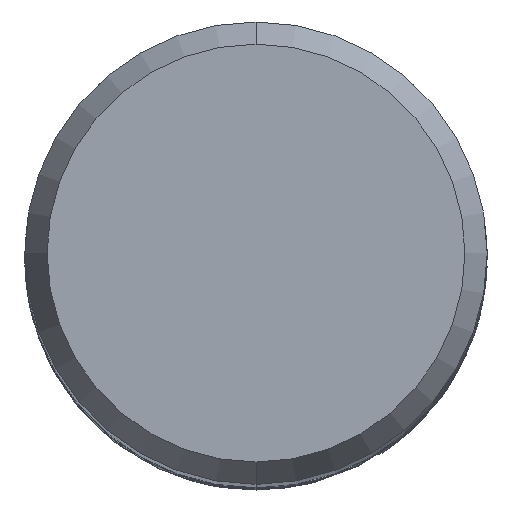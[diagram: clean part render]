
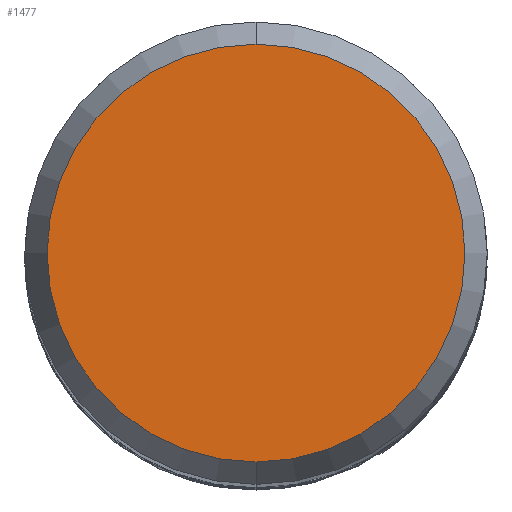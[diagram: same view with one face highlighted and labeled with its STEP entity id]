
A CAD part, top view. The second image highlights one B-rep face of the part: STEP entity #1477.
In plain terms, the highlighted planar face has unit normal (0, 0, 1).
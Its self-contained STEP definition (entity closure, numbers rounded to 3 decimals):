
#653=EDGE_CURVE('',#1301,#1021,#1687,.T.);
#861=EDGE_CURVE('',#1021,#1301,#1904,.T.);
#1021=VERTEX_POINT('',#2083);
#1301=VERTEX_POINT('',#2393);
#1477=ADVANCED_FACE('',(#2586),#2587,.T.);
#1687=CIRCLE('',#3668,5.423);
#1904=CIRCLE('',#6276,5.423);
#2083=CARTESIAN_POINT('',(0.0,5.423,0.0));
#2393=CARTESIAN_POINT('',(0.,-5.423,0.0));
#2586=FACE_OUTER_BOUND('',#18170,.T.);
#2587=PLANE('',#18171);
#3668=AXIS2_PLACEMENT_3D('',#19165,#19166,#19167);
#6276=AXIS2_PLACEMENT_3D('',#19316,#19317,#19318);
#18170=EDGE_LOOP('',(#20050,#20051));
#18171=AXIS2_PLACEMENT_3D('',#20052,#20053,#20054);
#19165=CARTESIAN_POINT('',(0.0,0.0,0.0));
#19166=DIRECTION('',(0.0,0.0,-1.0));
#19167=DIRECTION('',(0.0,1.0,0.0));
#19316=CARTESIAN_POINT('',(0.0,0.0,0.0));
#19317=DIRECTION('',(0.0,0.0,-1.0));
#19318=DIRECTION('',(0.0,1.0,0.0));
#20050=ORIENTED_EDGE('',*,*,#861,.F.);
#20051=ORIENTED_EDGE('',*,*,#653,.F.);
#20052=CARTESIAN_POINT('',(0.0,2.711,0.0));
#20053=DIRECTION('',(-0.0,0.0,1.0));
#20054=DIRECTION('',(0.0,-1.0,0.0));
